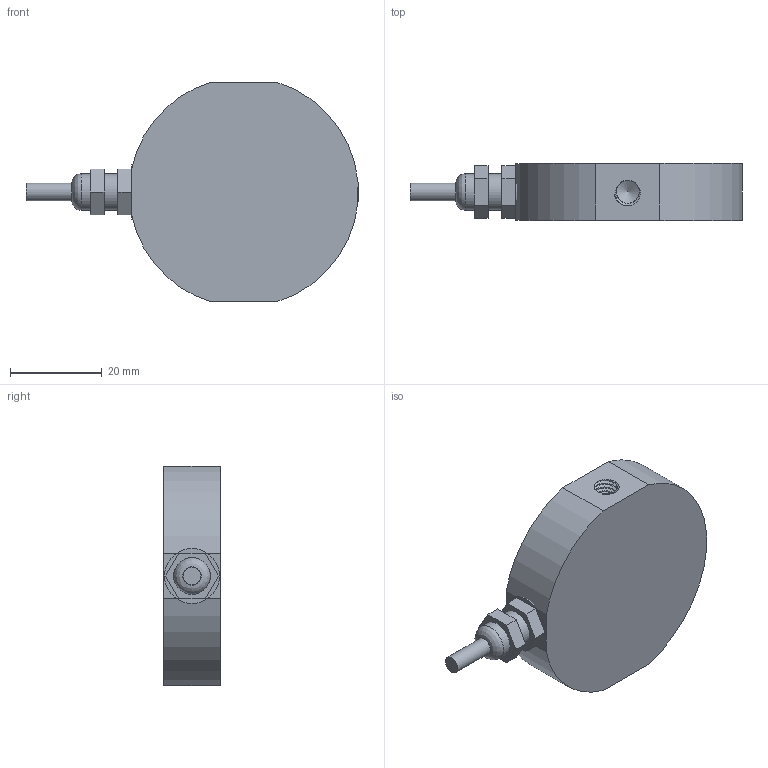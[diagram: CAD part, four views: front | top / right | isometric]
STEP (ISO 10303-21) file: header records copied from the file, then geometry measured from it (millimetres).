
FILE_DESCRIPTION(/* description */ (''),/* implementation_level */ '2;1');
FILE_NAME(/* name */ '101RS-(10-75)kg v2.step',/* time_stamp */ '2020-01-23T13:28:53-08:00',/* author */ (''),/* organization */ (''),/* preprocessor_version */ 'ST-DEVELOPER v18',/* originating_system */ 'Autodesk Translation Framework v8.12.0.6',/* authorisation */ '');
FILE_SCHEMA (('AUTOMOTIVE_DESIGN { 1 0 10303 214 3 1 1 }'));
Length unit declared in the file: millimetre
Products named in the file (2): 101RS-(10-75)kg; Connector v2
Assembly tree (1 placements, depth 2):
  101RS-(10-75)kg
    Connector v2
Bounding box: 72.44 x 12.4 x 48 mm (x, y, z)
Volume: 24810.5 mm3; surface area: 7375.9 mm2
Topology: 2 solids, 2 shells, 84 faces, 209 edges, 134 vertices
Faces by surface type: cylinder 50, plane 26, bspline 5, cone 3
Full cylindrical faces by diameter (mm): 3.8 x1, 5.035 x18, 6 x1, 6.147 x16, 8 x2, 12 x1
Entity records: 4986 total; most frequent: CARTESIAN_POINT 3093, ORIENTED_EDGE 412, DIRECTION 322, EDGE_CURVE 206, VERTEX_POINT 134, AXIS2_PLACEMENT_3D 114, LINE 94, VECTOR 94
